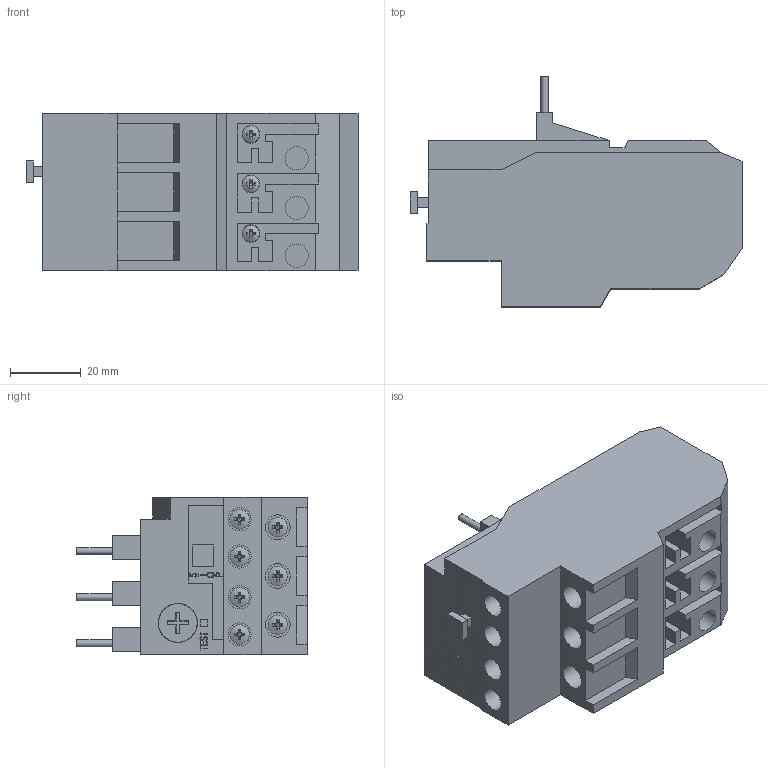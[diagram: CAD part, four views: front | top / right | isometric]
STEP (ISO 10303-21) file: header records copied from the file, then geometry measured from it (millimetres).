
FILE_DESCRIPTION (( 'STEP AP203' ), '1' );
FILE_NAME ('DRT10-C063-0001 Ðåëå ÐÒÈ-1305 ýëåêòðîòåïëîâîå 0,63-1,0 À ÈÝÊ.STEP', '2017-12-25T12:04:26', ( '' ), ( '' ), 'SwSTEP 2.0', 'SolidWorks 2014', '' );
FILE_SCHEMA (( 'CONFIG_CONTROL_DESIGN' ));
Length unit declared in the file: millimetre
Products named in the file (1): DRT10-C063-0001 Ðåëå ÐÒÈ-1305 ýëåêòðîòåïëîâîå 0,63-1,0 À ÈÝÊ
Bounding box: 93.7 x 65 x 44.5 mm (x, y, z)
Volume: 148750.9 mm3; surface area: 26091.9 mm2
Topology: 1 solids, 8 shells, 683 faces, 1719 edges, 1091 vertices
Faces by surface type: plane 472, cone 78, cylinder 71, bspline 62
Full cylindrical faces by diameter (mm): 2 x10, 5 x3, 5.5 x7, 6.5 x7, 7 x3, 11 x1
Entity records: 22638 total; most frequent: CARTESIAN_POINT 7185, ORIENTED_EDGE 3316, DIRECTION 2888, EDGE_CURVE 1658, VERTEX_POINT 1076, LINE 1000, VECTOR 1000, AXIS2_PLACEMENT_3D 944
